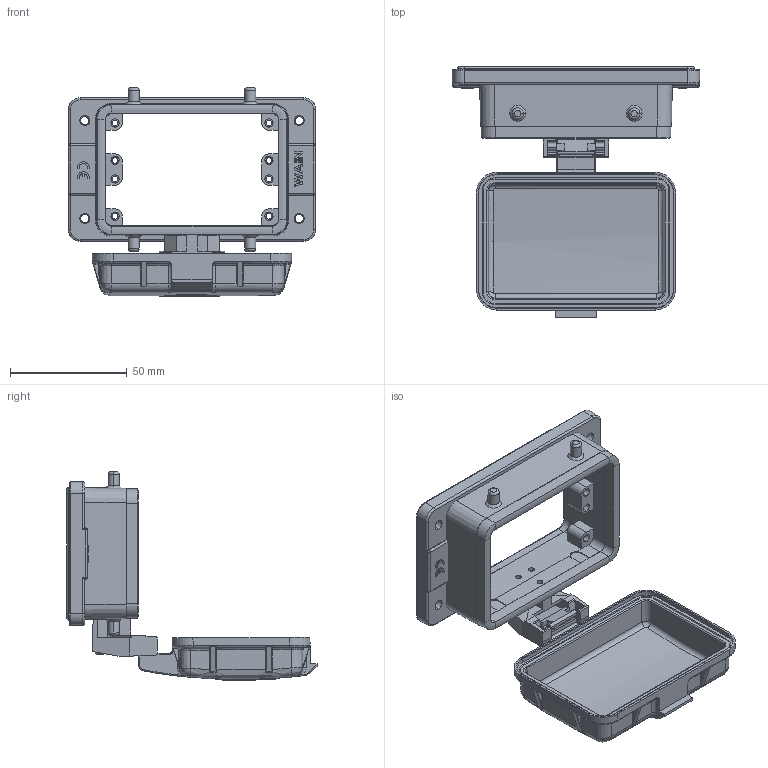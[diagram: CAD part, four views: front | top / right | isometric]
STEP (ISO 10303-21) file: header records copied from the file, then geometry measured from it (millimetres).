
FILE_DESCRIPTION(/* description */ (''),/* implementation_level */ '2;1');
FILE_NAME(/* name */ '3D_1101323308002_W32A-BK-4B-MCV_V1.1.stp',/* time_stamp */ '2024-04-01T15:34:14+08:00',/* author */ (''),/* organization */ (''),/* preprocessor_version */ 'ST-DEVELOPER v18.1',/* originating_system */ 'SIEMENS PLM Software NX 1980',/* authorisation */ '');
FILE_SCHEMA (('AUTOMOTIVE_DESIGN { 1 0 10303 214 3 1 1 1 }'));
Length unit declared in the file: millimetre
Products named in the file (1): 3D_1101323308002_W32A-BK-4B-MCV_V1.0_stp
Bounding box: 106.1 x 107.34 x 89.47 mm (x, y, z)
Volume: 70333.2 mm3; surface area: 52094.5 mm2
Topology: 2 solids, 9 shells, 1482 faces, 3912 edges, 2433 vertices
Faces by surface type: plane 573, cylinder 491, torus 191, cone 114, bspline 62, sphere 50, revolution 1
Entity records: 50909 total; most frequent: CARTESIAN_POINT 15351, ORIENTED_EDGE 7764, DIRECTION 6996, EDGE_CURVE 3882, AXIS2_PLACEMENT_3D 2590, VERTEX_POINT 2437, LINE 1815, VECTOR 1815
